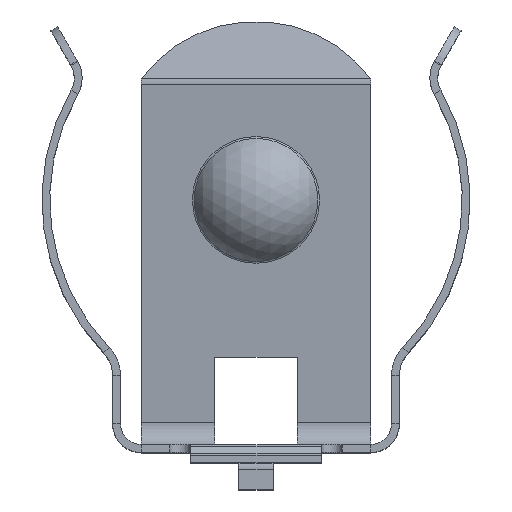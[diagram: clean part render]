
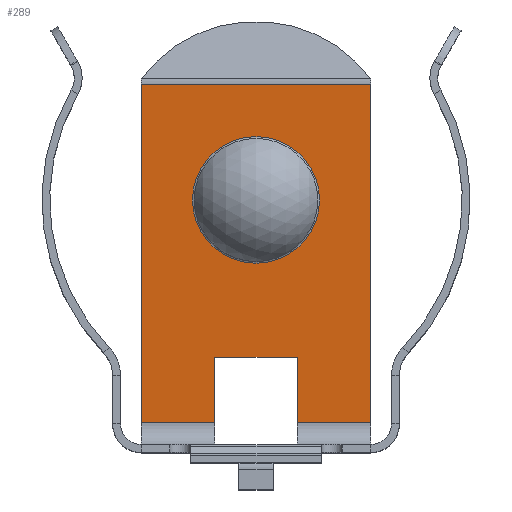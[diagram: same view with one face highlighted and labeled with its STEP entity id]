
A CAD part, top view. The second image highlights one B-rep face of the part: STEP entity #289.
In plain terms, the highlighted planar face has unit normal (0, -0.087, 0.996).
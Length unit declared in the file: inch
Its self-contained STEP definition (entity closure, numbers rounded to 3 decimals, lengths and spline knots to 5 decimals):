
#81 = DIRECTION ( 'NONE',  ( -1., 0., 0. ) ) ;
#89 = CARTESIAN_POINT ( 'NONE',  ( 0.063, 0.03256, -0.50015 ) ) ;
#182 = EDGE_CURVE ( 'NONE', #1314, #1487, #3439, .T. ) ;
#217 = CARTESIAN_POINT ( 'NONE',  ( -0.063, 0.13432, -0.49125 ) ) ;
#264 = EDGE_CURVE ( 'NONE', #1220, #465, #1579, .T. ) ;
#289 = ADVANCED_FACE ( 'NONE', ( #845, #3643 ), #3388, .T. ) ;
#388 = CARTESIAN_POINT ( 'NONE',  ( 0.175, 0.5509, -0.4548 ) ) ;
#447 = EDGE_LOOP ( 'NONE', ( #4080 ) ) ;
#465 = VERTEX_POINT ( 'NONE', #731 ) ;
#484 = LINE ( 'NONE', #3848, #1346 ) ;
#606 = CARTESIAN_POINT ( 'NONE',  ( 0.175, 0.03479, -0.49996 ) ) ;
#610 = CARTESIAN_POINT ( 'NONE',  ( 0.175, 0.03479, -0.49996 ) ) ;
#730 = LINE ( 'NONE', #89, #3367 ) ;
#731 = CARTESIAN_POINT ( 'NONE',  ( -0.175, 0.03479, -0.49996 ) ) ;
#748 = VECTOR ( 'NONE', #2378, 39.37008 ) ;
#799 = CARTESIAN_POINT ( 'NONE',  ( -0.175, 0.5509, -0.4548 ) ) ;
#845 = FACE_OUTER_BOUND ( 'NONE', #3976, .T. ) ;
#859 = CARTESIAN_POINT ( 'NONE',  ( 0.175, 0.5509, -0.4548 ) ) ;
#893 = LINE ( 'NONE', #4194, #3241 ) ;
#899 = VECTOR ( 'NONE', #4255, 39.37008 ) ;
#900 = DIRECTION ( 'NONE',  ( 0., 0.996, 0.087 ) ) ;
#960 = VERTEX_POINT ( 'NONE', #217 ) ;
#1030 = EDGE_CURVE ( 'NONE', #3301, #2872, #730, .T. ) ;
#1175 = CARTESIAN_POINT ( 'NONE',  ( 0., 0.37449, -0.47024 ) ) ;
#1220 = VERTEX_POINT ( 'NONE', #3803 ) ;
#1314 = VERTEX_POINT ( 'NONE', #799 ) ;
#1346 = VECTOR ( 'NONE', #2152, 39.37008 ) ;
#1377 = ORIENTED_EDGE ( 'NONE', *, *, #264, .F. ) ;
#1408 = CARTESIAN_POINT ( 'NONE',  ( 0., 0.03256, -0.50015 ) ) ;
#1431 = DIRECTION ( 'NONE',  ( 0., -0.996, -0.087 ) ) ;
#1446 = DIRECTION ( 'NONE',  ( 0., -0.996, -0.087 ) ) ;
#1447 = ORIENTED_EDGE ( 'NONE', *, *, #182, .F. ) ;
#1452 = LINE ( 'NONE', #1465, #1810 ) ;
#1465 = CARTESIAN_POINT ( 'NONE',  ( -0.175, 0.5509, -0.4548 ) ) ;
#1487 = VERTEX_POINT ( 'NONE', #859 ) ;
#1523 = ORIENTED_EDGE ( 'NONE', *, *, #2719, .F. ) ;
#1564 = DIRECTION ( 'NONE',  ( 1., 0., 0. ) ) ;
#1579 = LINE ( 'NONE', #2466, #2082 ) ;
#1629 = EDGE_CURVE ( 'NONE', #1487, #2123, #893, .T. ) ;
#1782 = EDGE_CURVE ( 'NONE', #465, #1314, #1452, .T. ) ;
#1810 = VECTOR ( 'NONE', #3797, 39.37008 ) ;
#1941 = DIRECTION ( 'NONE',  ( 0., 0.996, 0.087 ) ) ;
#1974 = VECTOR ( 'NONE', #1564, 39.37008 ) ;
#2082 = VECTOR ( 'NONE', #81, 39.37008 ) ;
#2123 = VERTEX_POINT ( 'NONE', #610 ) ;
#2152 = DIRECTION ( 'NONE',  ( -1., 0., 0. ) ) ;
#2199 = CARTESIAN_POINT ( 'NONE',  ( 0.063, 0.03479, -0.49996 ) ) ;
#2201 = ORIENTED_EDGE ( 'NONE', *, *, #1629, .F. ) ;
#2307 = ORIENTED_EDGE ( 'NONE', *, *, #1030, .F. ) ;
#2378 = DIRECTION ( 'NONE',  ( -1., 0., 0. ) ) ;
#2399 = LINE ( 'NONE', #3401, #899 ) ;
#2466 = CARTESIAN_POINT ( 'NONE',  ( 0.175, 0.03479, -0.49996 ) ) ;
#2537 = CARTESIAN_POINT ( 'NONE',  ( 0.063, 0.13432, -0.49125 ) ) ;
#2719 = EDGE_CURVE ( 'NONE', #2123, #3301, #3636, .T. ) ;
#2738 = ORIENTED_EDGE ( 'NONE', *, *, #3256, .F. ) ;
#2872 = VERTEX_POINT ( 'NONE', #2537 ) ;
#2982 = ORIENTED_EDGE ( 'NONE', *, *, #3601, .F. ) ;
#3037 = EDGE_CURVE ( 'NONE', #4166, #4166, #3257, .T. ) ;
#3241 = VECTOR ( 'NONE', #1446, 39.37008 ) ;
#3256 = EDGE_CURVE ( 'NONE', #2872, #960, #484, .T. ) ;
#3257 = CIRCLE ( 'NONE', #3461, 0.09706 ) ;
#3301 = VERTEX_POINT ( 'NONE', #2199 ) ;
#3367 = VECTOR ( 'NONE', #900, 39.37008 ) ;
#3388 = PLANE ( 'NONE',  #3494 ) ;
#3401 = CARTESIAN_POINT ( 'NONE',  ( -0.063, 0.03256, -0.50015 ) ) ;
#3407 = DIRECTION ( 'NONE',  ( 0., -0.087, 0.996 ) ) ;
#3439 = LINE ( 'NONE', #388, #1974 ) ;
#3461 = AXIS2_PLACEMENT_3D ( 'NONE', #1175, #3407, #1941 ) ;
#3494 = AXIS2_PLACEMENT_3D ( 'NONE', #1408, #3499, #1431 ) ;
#3499 = DIRECTION ( 'NONE',  ( 0., -0.087, 0.996 ) ) ;
#3601 = EDGE_CURVE ( 'NONE', #960, #1220, #2399, .T. ) ;
#3636 = LINE ( 'NONE', #606, #748 ) ;
#3643 = FACE_BOUND ( 'NONE', #447, .T. ) ;
#3797 = DIRECTION ( 'NONE',  ( 0., 0.996, 0.087 ) ) ;
#3803 = CARTESIAN_POINT ( 'NONE',  ( -0.063, 0.03479, -0.49996 ) ) ;
#3848 = CARTESIAN_POINT ( 'NONE',  ( 0., 0.13432, -0.49125 ) ) ;
#3973 = ORIENTED_EDGE ( 'NONE', *, *, #1782, .F. ) ;
#3976 = EDGE_LOOP ( 'NONE', ( #2738, #2307, #1523, #2201, #1447, #3973, #1377, #2982 ) ) ;
#3998 = CARTESIAN_POINT ( 'NONE',  ( 0., 0.47118, -0.46178 ) ) ;
#4080 = ORIENTED_EDGE ( 'NONE', *, *, #3037, .F. ) ;
#4166 = VERTEX_POINT ( 'NONE', #3998 ) ;
#4194 = CARTESIAN_POINT ( 'NONE',  ( 0.175, 0., -0.503 ) ) ;
#4255 = DIRECTION ( 'NONE',  ( 0., -0.996, -0.087 ) ) ;
